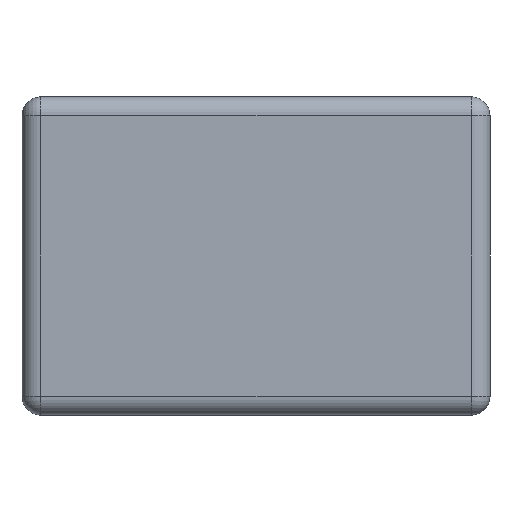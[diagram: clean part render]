
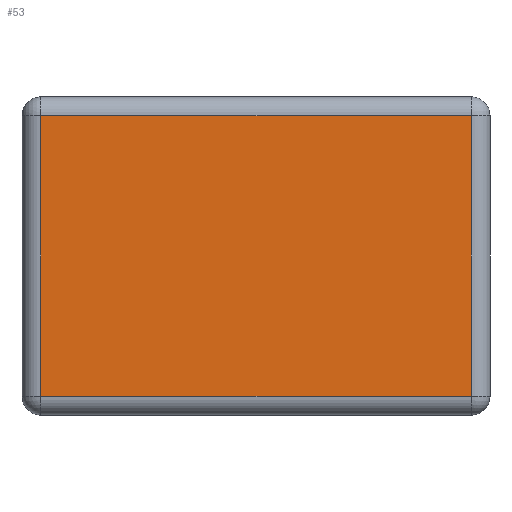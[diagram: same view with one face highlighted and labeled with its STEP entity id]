
A CAD part, left-side view. The second image highlights one B-rep face of the part: STEP entity #53.
In plain terms, the highlighted planar face has unit normal (-1, 0, 0).
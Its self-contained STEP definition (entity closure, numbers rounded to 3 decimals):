
#53 = ADVANCED_FACE('',(#54),#68,.F.);
#54 = FACE_BOUND('',#55,.F.);
#55 = EDGE_LOOP('',(#56,#91,#119,#147));
#56 = ORIENTED_EDGE('',*,*,#57,.F.);
#57 = EDGE_CURVE('',#58,#60,#62,.T.);
#58 = VERTEX_POINT('',#59);
#59 = CARTESIAN_POINT('',(0.,0.05,0.05));
#60 = VERTEX_POINT('',#61);
#61 = CARTESIAN_POINT('',(0.,0.05,0.8));
#62 = SURFACE_CURVE('',#63,(#67,#79),.PCURVE_S1.);
#63 = LINE('',#64,#65);
#64 = CARTESIAN_POINT('',(0.,0.05,0.));
#65 = VECTOR('',#66,1.);
#66 = DIRECTION('',(0.,0.,1.));
#67 = PCURVE('',#68,#73);
#68 = PLANE('',#69);
#69 = AXIS2_PLACEMENT_3D('',#70,#71,#72);
#70 = CARTESIAN_POINT('',(0.,0.,0.));
#71 = DIRECTION('',(1.,0.,-0.));
#72 = DIRECTION('',(0.,0.,1.));
#73 = DEFINITIONAL_REPRESENTATION('',(#74),#78);
#74 = LINE('',#75,#76);
#75 = CARTESIAN_POINT('',(0.,-0.05));
#76 = VECTOR('',#77,1.);
#77 = DIRECTION('',(1.,0.));
#78 = ( GEOMETRIC_REPRESENTATION_CONTEXT(2) 
PARAMETRIC_REPRESENTATION_CONTEXT() REPRESENTATION_CONTEXT('2D SPACE',''
  ) );
#79 = PCURVE('',#80,#85);
#80 = CYLINDRICAL_SURFACE('',#81,0.05);
#81 = AXIS2_PLACEMENT_3D('',#82,#83,#84);
#82 = CARTESIAN_POINT('',(0.05,0.05,0.));
#83 = DIRECTION('',(0.,0.,1.));
#84 = DIRECTION('',(-1.,-0.,0.));
#85 = DEFINITIONAL_REPRESENTATION('',(#86),#90);
#86 = LINE('',#87,#88);
#87 = CARTESIAN_POINT('',(0.,0.));
#88 = VECTOR('',#89,1.);
#89 = DIRECTION('',(0.,1.));
#90 = ( GEOMETRIC_REPRESENTATION_CONTEXT(2) 
PARAMETRIC_REPRESENTATION_CONTEXT() REPRESENTATION_CONTEXT('2D SPACE',''
  ) );
#91 = ORIENTED_EDGE('',*,*,#92,.T.);
#92 = EDGE_CURVE('',#58,#93,#95,.T.);
#93 = VERTEX_POINT('',#94);
#94 = CARTESIAN_POINT('',(0.,1.2,0.05));
#95 = SURFACE_CURVE('',#96,(#100,#107),.PCURVE_S1.);
#96 = LINE('',#97,#98);
#97 = CARTESIAN_POINT('',(0.,0.,0.05));
#98 = VECTOR('',#99,1.);
#99 = DIRECTION('',(-0.,1.,0.));
#100 = PCURVE('',#68,#101);
#101 = DEFINITIONAL_REPRESENTATION('',(#102),#106);
#102 = LINE('',#103,#104);
#103 = CARTESIAN_POINT('',(0.05,0.));
#104 = VECTOR('',#105,1.);
#105 = DIRECTION('',(0.,-1.));
#106 = ( GEOMETRIC_REPRESENTATION_CONTEXT(2) 
PARAMETRIC_REPRESENTATION_CONTEXT() REPRESENTATION_CONTEXT('2D SPACE',''
  ) );
#107 = PCURVE('',#108,#113);
#108 = CYLINDRICAL_SURFACE('',#109,0.05);
#109 = AXIS2_PLACEMENT_3D('',#110,#111,#112);
#110 = CARTESIAN_POINT('',(0.05,0.,0.05));
#111 = DIRECTION('',(-0.,1.,0.));
#112 = DIRECTION('',(-1.,-0.,0.));
#113 = DEFINITIONAL_REPRESENTATION('',(#114),#118);
#114 = LINE('',#115,#116);
#115 = CARTESIAN_POINT('',(-0.,0.));
#116 = VECTOR('',#117,1.);
#117 = DIRECTION('',(-0.,1.));
#118 = ( GEOMETRIC_REPRESENTATION_CONTEXT(2) 
PARAMETRIC_REPRESENTATION_CONTEXT() REPRESENTATION_CONTEXT('2D SPACE',''
  ) );
#119 = ORIENTED_EDGE('',*,*,#120,.T.);
#120 = EDGE_CURVE('',#93,#121,#123,.T.);
#121 = VERTEX_POINT('',#122);
#122 = CARTESIAN_POINT('',(0.,1.2,0.8));
#123 = SURFACE_CURVE('',#124,(#128,#135),.PCURVE_S1.);
#124 = LINE('',#125,#126);
#125 = CARTESIAN_POINT('',(0.,1.2,0.));
#126 = VECTOR('',#127,1.);
#127 = DIRECTION('',(0.,0.,1.));
#128 = PCURVE('',#68,#129);
#129 = DEFINITIONAL_REPRESENTATION('',(#130),#134);
#130 = LINE('',#131,#132);
#131 = CARTESIAN_POINT('',(0.,-1.2));
#132 = VECTOR('',#133,1.);
#133 = DIRECTION('',(1.,0.));
#134 = ( GEOMETRIC_REPRESENTATION_CONTEXT(2) 
PARAMETRIC_REPRESENTATION_CONTEXT() REPRESENTATION_CONTEXT('2D SPACE',''
  ) );
#135 = PCURVE('',#136,#141);
#136 = CYLINDRICAL_SURFACE('',#137,0.05);
#137 = AXIS2_PLACEMENT_3D('',#138,#139,#140);
#138 = CARTESIAN_POINT('',(0.05,1.2,0.));
#139 = DIRECTION('',(0.,0.,1.));
#140 = DIRECTION('',(-1.,-0.,0.));
#141 = DEFINITIONAL_REPRESENTATION('',(#142),#146);
#142 = LINE('',#143,#144);
#143 = CARTESIAN_POINT('',(-0.,0.));
#144 = VECTOR('',#145,1.);
#145 = DIRECTION('',(-0.,1.));
#146 = ( GEOMETRIC_REPRESENTATION_CONTEXT(2) 
PARAMETRIC_REPRESENTATION_CONTEXT() REPRESENTATION_CONTEXT('2D SPACE',''
  ) );
#147 = ORIENTED_EDGE('',*,*,#148,.F.);
#148 = EDGE_CURVE('',#60,#121,#149,.T.);
#149 = SURFACE_CURVE('',#150,(#154,#161),.PCURVE_S1.);
#150 = LINE('',#151,#152);
#151 = CARTESIAN_POINT('',(0.,0.,0.8));
#152 = VECTOR('',#153,1.);
#153 = DIRECTION('',(-0.,1.,0.));
#154 = PCURVE('',#68,#155);
#155 = DEFINITIONAL_REPRESENTATION('',(#156),#160);
#156 = LINE('',#157,#158);
#157 = CARTESIAN_POINT('',(0.8,0.));
#158 = VECTOR('',#159,1.);
#159 = DIRECTION('',(0.,-1.));
#160 = ( GEOMETRIC_REPRESENTATION_CONTEXT(2) 
PARAMETRIC_REPRESENTATION_CONTEXT() REPRESENTATION_CONTEXT('2D SPACE',''
  ) );
#161 = PCURVE('',#162,#167);
#162 = CYLINDRICAL_SURFACE('',#163,0.05);
#163 = AXIS2_PLACEMENT_3D('',#164,#165,#166);
#164 = CARTESIAN_POINT('',(0.05,0.,0.8));
#165 = DIRECTION('',(-0.,1.,0.));
#166 = DIRECTION('',(-1.,-0.,0.));
#167 = DEFINITIONAL_REPRESENTATION('',(#168),#172);
#168 = LINE('',#169,#170);
#169 = CARTESIAN_POINT('',(0.,0.));
#170 = VECTOR('',#171,1.);
#171 = DIRECTION('',(0.,1.));
#172 = ( GEOMETRIC_REPRESENTATION_CONTEXT(2) 
PARAMETRIC_REPRESENTATION_CONTEXT() REPRESENTATION_CONTEXT('2D SPACE',''
  ) );
